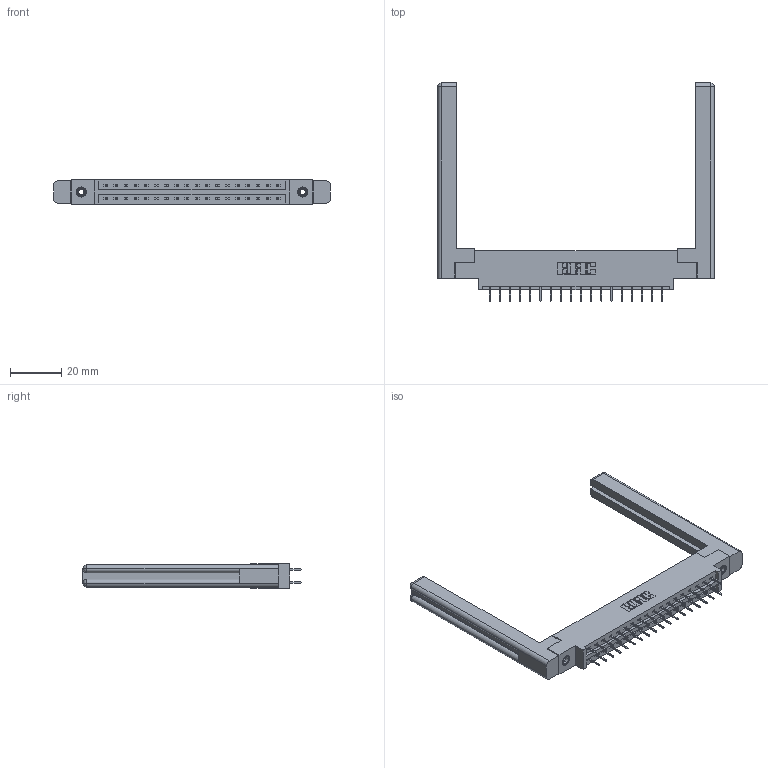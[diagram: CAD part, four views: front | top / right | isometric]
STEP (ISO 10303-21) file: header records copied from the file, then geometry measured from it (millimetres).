
FILE_DESCRIPTION (( 'STEP AP203' ), '1' );
FILE_NAME ('387-036-524-858.STEP', '2019-10-17T19:10:31', ( '' ), ( '' ), 'SwSTEP 2.0', 'SolidWorks 2016', '' );
FILE_SCHEMA (( 'CONFIG_CONTROL_DESIGN' ));
Length unit declared in the file: inch
Products named in the file (5): 345-292-001_345-293-124; 345-250-001_345-250-001-102; 387-036-524-858; 337 Part_0.170 Offset - 0.156 Dia-TI; 307-220-058
Assembly tree (41 placements, depth 2):
  387-036-524-858
    337 Part_0.170 Offset - 0.156 Dia-TI
    345-292-001_345-293-124  x36
    345-250-001_345-250-001-102  x2
    307-220-058  x2
Bounding box: 107.95 x 85.1 x 9.4 mm (x, y, z)
Volume: 18027.5 mm3; surface area: 17058.4 mm2
Topology: 41 solids, 41 shells, 2348 faces, 6617 edges, 4254 vertices
Faces by surface type: plane 1742, cylinder 582, cone 12, torus 12
Entity records: 19900 total; most frequent: CARTESIAN_POINT 3381, ORIENTED_EDGE 3256, DIRECTION 2936, EDGE_CURVE 1628, LINE 1456, VECTOR 1456, VERTEX_POINT 1074, AXIS2_PLACEMENT_3D 740
